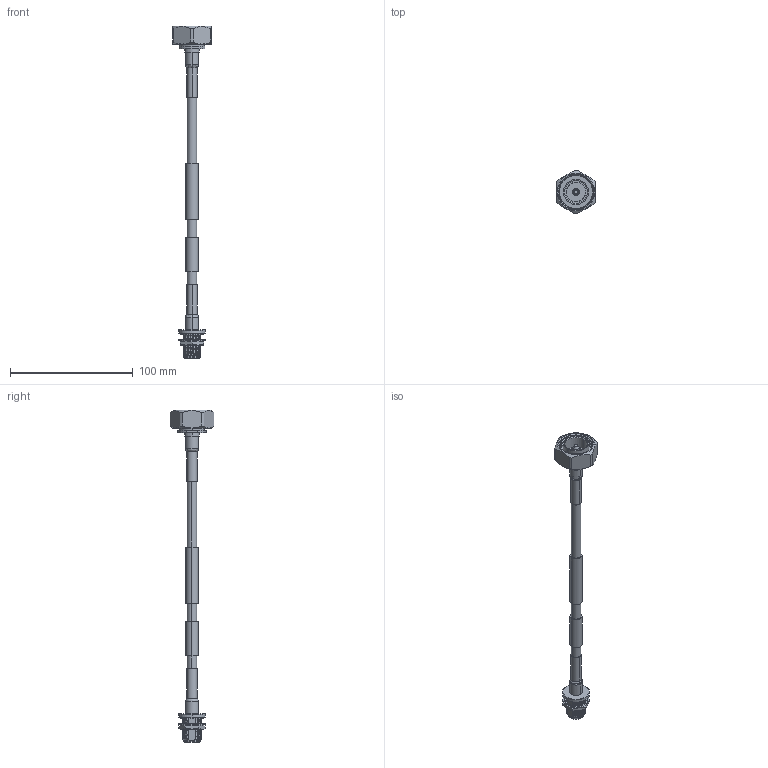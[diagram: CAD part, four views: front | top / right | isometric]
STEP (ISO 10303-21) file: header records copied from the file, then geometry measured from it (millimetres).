
FILE_DESCRIPTION (( 'STEP AP214' ), '1' );
FILE_NAME ('FMCA2541.step', '2021-10-05T15:57:38', ( '' ), ( '' ), 'SwSTEP 2.0', 'SolidWorks 2021', '' );
FILE_SCHEMA (( 'AUTOMOTIVE_DESIGN' ));
Length unit declared in the file: inch
Products named in the file (5): FMCA2541; TC-250-NF-BH-LP^FMCA2541; Heat Shrink^FMCA2541; SPF-250^FMCA2541; TC-250-716M-LP^FMCA2541
Assembly tree (5 placements, depth 2):
  FMCA2541
    SPF-250^FMCA2541
    Heat Shrink^FMCA2541  x2
    TC-250-716M-LP^FMCA2541
    TC-250-NF-BH-LP^FMCA2541
Bounding box: 31.75 x 35.58 x 270.99 mm (x, y, z)
Volume: 26911.6 mm3; surface area: 18660.4 mm2
Topology: 8 solids, 9 shells, 454 faces, 1208 edges, 790 vertices
Faces by surface type: cylinder 156, bspline 148, plane 80, cone 66, torus 4
Entity records: 69501 total; most frequent: CARTESIAN_POINT 59888, ORIENTED_EDGE 2388, DIRECTION 1440, EDGE_CURVE 1194, VERTEX_POINT 782, AXIS2_PLACEMENT_3D 576, EDGE_LOOP 474, FACE_OUTER_BOUND 446
